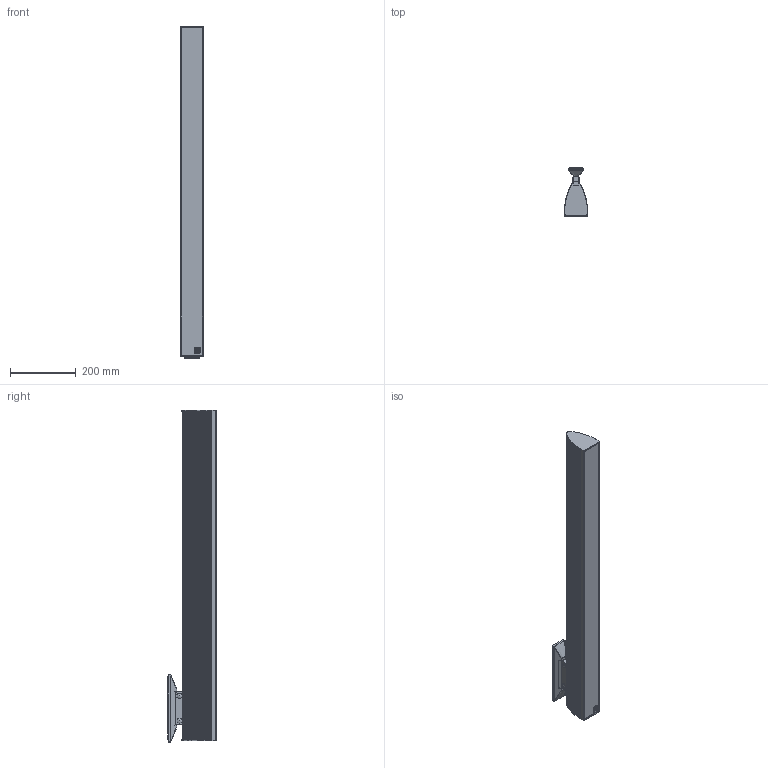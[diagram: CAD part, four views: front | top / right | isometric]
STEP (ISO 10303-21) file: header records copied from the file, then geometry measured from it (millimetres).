
FILE_DESCRIPTION(/* description */ (''),/* implementation_level */ '2;1');
FILE_NAME(/* name */ 'AUDAC-KYRA12.stp',/* time_stamp */ '2021-03-16T14:23:38+01:00',/* author */ ('kamiel'),/* organization */ (''),/* preprocessor_version */ 'ST-DEVELOPER v18.1',/* originating_system */ 'Autodesk Inventor 2021',/* authorisation */ '');
FILE_SCHEMA (('AUTOMOTIVE_DESIGN { 1 0 10303 214 3 1 1 }'));
Length unit declared in the file: millimetre
Products named in the file (1): AUDAC-KYRA12
Bounding box: 69.75 x 146.99 x 1012 mm (x, y, z)
Volume: 5639773.9 mm3; surface area: 388230.4 mm2
Topology: 1 solids, 2 shells, 1271 faces, 2967 edges, 1699 vertices
Faces by surface type: plane 663, cylinder 491, bspline 80, torus 20, sphere 14, cone 3
Full cylindrical faces by diameter (mm): 6 x2, 8 x1, 10.5 x2, 15 x2
Entity records: 39746 total; most frequent: CARTESIAN_POINT 8871, DIRECTION 6894, ORIENTED_EDGE 5910, EDGE_CURVE 2955, AXIS2_PLACEMENT_3D 2901, VERTEX_POINT 1699, CIRCLE 1651, EDGE_LOOP 1312
